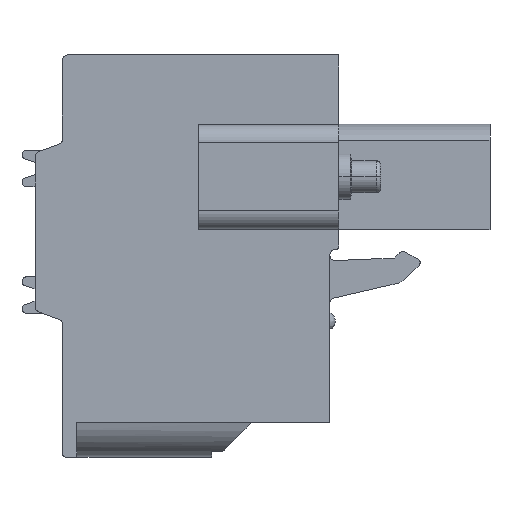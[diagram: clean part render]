
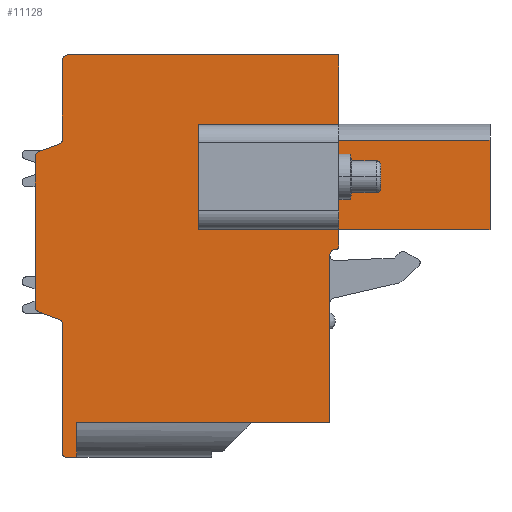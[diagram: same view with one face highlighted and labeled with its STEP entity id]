
A CAD part, front view. The second image highlights one B-rep face of the part: STEP entity #11128.
In plain terms, the highlighted planar face has unit normal (0, -1, 0).
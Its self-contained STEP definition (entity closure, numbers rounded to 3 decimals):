
#336=DIRECTION('',(-1.,0.,0.));
#337=VECTOR('',#336,6.3);
#338=CARTESIAN_POINT('',(2.781,-40.54,1.9));
#339=LINE('',#338,#337);
#340=DIRECTION('',(1.,0.,0.));
#341=VECTOR('',#340,6.3);
#342=CARTESIAN_POINT('',(-3.519,-40.54,7.65));
#343=LINE('',#342,#341);
#344=DIRECTION('',(0.,0.,1.));
#345=VECTOR('',#344,5.75);
#346=CARTESIAN_POINT('',(-3.519,-40.54,1.9));
#347=LINE('',#346,#345);
#348=DIRECTION('',(0.,0.,-1.));
#349=VECTOR('',#348,4.7);
#350=CARTESIAN_POINT('',(4.181,-40.54,11.475));
#351=LINE('',#350,#349);
#352=DIRECTION('',(-1.,0.,0.));
#353=VECTOR('',#352,8.3);
#354=CARTESIAN_POINT('',(12.481,-40.54,6.775));
#355=LINE('',#354,#353);
#356=DIRECTION('',(0.,0.,-1.));
#357=VECTOR('',#356,4.9);
#358=CARTESIAN_POINT('',(12.481,-40.54,6.775));
#359=LINE('',#358,#357);
#360=DIRECTION('',(-1.,0.,0.));
#361=VECTOR('',#360,8.3);
#362=CARTESIAN_POINT('',(12.481,-40.54,1.875));
#363=LINE('',#362,#361);
#364=DIRECTION('',(0.,0.,-1.));
#365=VECTOR('',#364,0.901);
#366=CARTESIAN_POINT('',(4.181,-40.54,1.875));
#367=LINE('',#366,#365);
#368=CARTESIAN_POINT('',(3.981,-40.54,0.974));
#369=DIRECTION('',(0.,1.,0.));
#370=DIRECTION('',(1.,0.,0.));
#371=AXIS2_PLACEMENT_3D('',#368,#369,#370);
#373=CARTESIAN_POINT('',(3.981,-40.54,0.474));
#374=DIRECTION('',(0.,-1.,0.));
#375=DIRECTION('',(0.,0.,1.));
#376=AXIS2_PLACEMENT_3D('',#373,#374,#375);
#378=DIRECTION('',(-1.,0.,0.));
#379=VECTOR('',#378,13.9);
#380=CARTESIAN_POINT('',(3.681,-40.54,-8.725));
#381=LINE('',#380,#379);
#382=DIRECTION('',(0.,0.,-1.));
#383=VECTOR('',#382,1.9);
#384=CARTESIAN_POINT('',(-10.219,-40.54,-8.725));
#385=LINE('',#384,#383);
#386=DIRECTION('',(-1.,0.,0.));
#387=VECTOR('',#386,0.6);
#388=CARTESIAN_POINT('',(-10.219,-40.54,-10.625));
#389=LINE('',#388,#387);
#390=CARTESIAN_POINT('',(-10.819,-40.54,-10.425));
#391=DIRECTION('',(0.,1.,0.));
#392=DIRECTION('',(0.,0.,-1.));
#393=AXIS2_PLACEMENT_3D('',#390,#391,#392);
#395=DIRECTION('',(0.,0.,1.));
#396=VECTOR('',#395,7.095);
#397=CARTESIAN_POINT('',(-11.019,-40.54,-10.425));
#398=LINE('',#397,#396);
#399=CARTESIAN_POINT('',(-11.319,-40.54,-3.33));
#400=DIRECTION('',(0.,-1.,0.));
#401=DIRECTION('',(1.,0.,0.));
#402=AXIS2_PLACEMENT_3D('',#399,#400,#401);
#404=DIRECTION('',(-0.94,0.,0.342));
#405=VECTOR('',#404,1.176);
#406=CARTESIAN_POINT('',(-11.216,-40.54,-3.048));
#407=LINE('',#406,#405);
#408=CARTESIAN_POINT('',(-12.219,-40.54,-2.364));
#409=DIRECTION('',(0.,1.,0.));
#410=DIRECTION('',(-0.342,0.,-0.94));
#411=AXIS2_PLACEMENT_3D('',#408,#409,#410);
#413=DIRECTION('',(0.,0.,1.));
#414=VECTOR('',#413,8.238);
#415=CARTESIAN_POINT('',(-12.519,-40.54,-2.364));
#416=LINE('',#415,#414);
#417=CARTESIAN_POINT('',(-12.219,-40.54,5.874));
#418=DIRECTION('',(0.,1.,0.));
#419=DIRECTION('',(-1.,0.,0.));
#420=AXIS2_PLACEMENT_3D('',#417,#418,#419);
#422=DIRECTION('',(0.94,0.,0.342));
#423=VECTOR('',#422,1.176);
#424=CARTESIAN_POINT('',(-12.321,-40.54,6.156));
#425=LINE('',#424,#423);
#426=CARTESIAN_POINT('',(-11.319,-40.54,6.84));
#427=DIRECTION('',(0.,-1.,0.));
#428=DIRECTION('',(0.342,0.,-0.94));
#429=AXIS2_PLACEMENT_3D('',#426,#427,#428);
#431=DIRECTION('',(0.,0.,1.));
#432=VECTOR('',#431,4.335);
#433=CARTESIAN_POINT('',(-11.019,-40.54,6.84));
#434=LINE('',#433,#432);
#435=CARTESIAN_POINT('',(-10.719,-40.54,11.175));
#436=DIRECTION('',(0.,1.,0.));
#437=DIRECTION('',(-1.,0.,0.));
#438=AXIS2_PLACEMENT_3D('',#435,#436,#437);
#440=DIRECTION('',(1.,0.,0.));
#441=VECTOR('',#440,14.9);
#442=CARTESIAN_POINT('',(-10.719,-40.54,11.475));
#443=LINE('',#442,#441);
#598=DIRECTION('',(0.,0.,1.));
#599=VECTOR('',#598,5.75);
#600=CARTESIAN_POINT('',(2.781,-40.54,1.9));
#601=LINE('',#600,#599);
#2041=DIRECTION('',(0.,0.,1.));
#2042=VECTOR('',#2041,9.199);
#2043=CARTESIAN_POINT('',(3.681,-40.54,-8.725));
#2044=LINE('',#2043,#2042);
#8297=CARTESIAN_POINT('',(-12.519,-40.54,-2.364));
#8298=CARTESIAN_POINT('',(-12.519,-40.54,5.874));
#8299=VERTEX_POINT('',#8297);
#8300=VERTEX_POINT('',#8298);
#8301=CARTESIAN_POINT('',(-12.321,-40.54,6.156));
#8302=VERTEX_POINT('',#8301);
#8303=CARTESIAN_POINT('',(-11.216,-40.54,6.558));
#8304=VERTEX_POINT('',#8303);
#8305=CARTESIAN_POINT('',(-11.019,-40.54,6.84));
#8306=VERTEX_POINT('',#8305);
#8307=CARTESIAN_POINT('',(-11.019,-40.54,11.175));
#8308=VERTEX_POINT('',#8307);
#8309=CARTESIAN_POINT('',(-10.719,-40.54,11.475));
#8310=VERTEX_POINT('',#8309);
#8311=CARTESIAN_POINT('',(4.181,-40.54,11.475));
#8312=VERTEX_POINT('',#8311);
#8313=CARTESIAN_POINT('',(3.681,-40.54,-8.725));
#8314=CARTESIAN_POINT('',(-10.219,-40.54,-8.725));
#8315=VERTEX_POINT('',#8313);
#8316=VERTEX_POINT('',#8314);
#8317=CARTESIAN_POINT('',(-10.219,-40.54,-10.625));
#8318=VERTEX_POINT('',#8317);
#8319=CARTESIAN_POINT('',(-10.819,-40.54,-10.625));
#8320=VERTEX_POINT('',#8319);
#8321=CARTESIAN_POINT('',(-11.019,-40.54,-10.425));
#8322=VERTEX_POINT('',#8321);
#8323=CARTESIAN_POINT('',(-11.019,-40.54,-3.33));
#8324=VERTEX_POINT('',#8323);
#8325=CARTESIAN_POINT('',(-11.216,-40.54,-3.048));
#8326=VERTEX_POINT('',#8325);
#8327=CARTESIAN_POINT('',(-12.321,-40.54,-2.646));
#8328=VERTEX_POINT('',#8327);
#8339=CARTESIAN_POINT('',(4.181,-40.54,0.974));
#8340=CARTESIAN_POINT('',(3.981,-40.54,0.774));
#8341=VERTEX_POINT('',#8339);
#8342=VERTEX_POINT('',#8340);
#8343=CARTESIAN_POINT('',(4.181,-40.54,1.875));
#8344=VERTEX_POINT('',#8343);
#8345=CARTESIAN_POINT('',(3.681,-40.54,0.474));
#8346=VERTEX_POINT('',#8345);
#8347=CARTESIAN_POINT('',(12.481,-40.54,1.875));
#8348=VERTEX_POINT('',#8347);
#9611=CARTESIAN_POINT('',(12.481,-40.54,6.775));
#9612=VERTEX_POINT('',#9611);
#10545=CARTESIAN_POINT('',(-3.519,-40.54,1.9));
#10546=CARTESIAN_POINT('',(-3.519,-40.54,7.65));
#10547=VERTEX_POINT('',#10545);
#10548=VERTEX_POINT('',#10546);
#10567=CARTESIAN_POINT('',(2.781,-40.54,1.9));
#10568=CARTESIAN_POINT('',(2.781,-40.54,7.65));
#10569=VERTEX_POINT('',#10567);
#10570=VERTEX_POINT('',#10568);
#10583=CARTESIAN_POINT('',(4.181,-40.54,6.775));
#10584=VERTEX_POINT('',#10583);
#11066=CARTESIAN_POINT('',(0.,-40.54,0.));
#11067=DIRECTION('',(0.,1.,0.));
#11068=DIRECTION('',(1.,0.,0.));
#11069=AXIS2_PLACEMENT_3D('',#11066,#11067,#11068);
#11070=PLANE('',#11069);
#11071=ORIENTED_EDGE('',*,*,#10850,.T.);
#11073=ORIENTED_EDGE('',*,*,#11072,.F.);
#11075=ORIENTED_EDGE('',*,*,#11074,.T.);
#11077=ORIENTED_EDGE('',*,*,#11076,.T.);
#11079=ORIENTED_EDGE('',*,*,#11078,.T.);
#11081=ORIENTED_EDGE('',*,*,#11080,.T.);
#11083=ORIENTED_EDGE('',*,*,#11082,.T.);
#11085=ORIENTED_EDGE('',*,*,#11084,.F.);
#11087=ORIENTED_EDGE('',*,*,#11086,.T.);
#11089=ORIENTED_EDGE('',*,*,#11088,.T.);
#11091=ORIENTED_EDGE('',*,*,#11090,.T.);
#11093=ORIENTED_EDGE('',*,*,#11092,.T.);
#11095=ORIENTED_EDGE('',*,*,#11094,.T.);
#11097=ORIENTED_EDGE('',*,*,#11096,.T.);
#11099=ORIENTED_EDGE('',*,*,#11098,.T.);
#11101=ORIENTED_EDGE('',*,*,#11100,.T.);
#11103=ORIENTED_EDGE('',*,*,#11102,.T.);
#11105=ORIENTED_EDGE('',*,*,#11104,.T.);
#11107=ORIENTED_EDGE('',*,*,#11106,.T.);
#11109=ORIENTED_EDGE('',*,*,#11108,.T.);
#11111=ORIENTED_EDGE('',*,*,#11110,.T.);
#11113=ORIENTED_EDGE('',*,*,#11112,.T.);
#11115=ORIENTED_EDGE('',*,*,#11114,.T.);
#11116=EDGE_LOOP('',(#11071,#11073,#11075,#11077,#11079,#11081,#11083,#11085,
#11087,#11089,#11091,#11093,#11095,#11097,#11099,#11101,#11103,#11105,#11107,
#11109,#11111,#11113,#11115));
#11117=FACE_OUTER_BOUND('',#11116,.F.);
#11119=ORIENTED_EDGE('',*,*,#11118,.F.);
#11121=ORIENTED_EDGE('',*,*,#11120,.T.);
#11123=ORIENTED_EDGE('',*,*,#11122,.F.);
#11125=ORIENTED_EDGE('',*,*,#11124,.F.);
#11126=EDGE_LOOP('',(#11119,#11121,#11123,#11125));
#11127=FACE_BOUND('',#11126,.F.);
#11128=ADVANCED_FACE('',(#11117,#11127),#11070,.F.);
#372=CIRCLE('',#371,0.2);
#377=CIRCLE('',#376,0.3);
#394=CIRCLE('',#393,0.2);
#403=CIRCLE('',#402,0.3);
#412=CIRCLE('',#411,0.3);
#421=CIRCLE('',#420,0.3);
#430=CIRCLE('',#429,0.3);
#439=CIRCLE('',#438,0.3);
#10850=EDGE_CURVE('',#8312,#10584,#351,.T.);
#11072=EDGE_CURVE('',#9612,#10584,#355,.T.);
#11074=EDGE_CURVE('',#9612,#8348,#359,.T.);
#11076=EDGE_CURVE('',#8348,#8344,#363,.T.);
#11078=EDGE_CURVE('',#8344,#8341,#367,.T.);
#11080=EDGE_CURVE('',#8341,#8342,#372,.T.);
#11082=EDGE_CURVE('',#8342,#8346,#377,.T.);
#11084=EDGE_CURVE('',#8315,#8346,#2044,.T.);
#11086=EDGE_CURVE('',#8315,#8316,#381,.T.);
#11088=EDGE_CURVE('',#8316,#8318,#385,.T.);
#11090=EDGE_CURVE('',#8318,#8320,#389,.T.);
#11092=EDGE_CURVE('',#8320,#8322,#394,.T.);
#11094=EDGE_CURVE('',#8322,#8324,#398,.T.);
#11096=EDGE_CURVE('',#8324,#8326,#403,.T.);
#11098=EDGE_CURVE('',#8326,#8328,#407,.T.);
#11100=EDGE_CURVE('',#8328,#8299,#412,.T.);
#11102=EDGE_CURVE('',#8299,#8300,#416,.T.);
#11104=EDGE_CURVE('',#8300,#8302,#421,.T.);
#11106=EDGE_CURVE('',#8302,#8304,#425,.T.);
#11108=EDGE_CURVE('',#8304,#8306,#430,.T.);
#11110=EDGE_CURVE('',#8306,#8308,#434,.T.);
#11112=EDGE_CURVE('',#8308,#8310,#439,.T.);
#11114=EDGE_CURVE('',#8310,#8312,#443,.T.);
#11118=EDGE_CURVE('',#10569,#10547,#339,.T.);
#11120=EDGE_CURVE('',#10569,#10570,#601,.T.);
#11122=EDGE_CURVE('',#10548,#10570,#343,.T.);
#11124=EDGE_CURVE('',#10547,#10548,#347,.T.);
